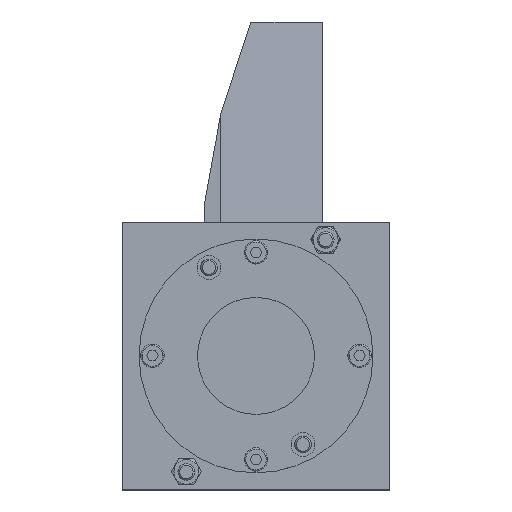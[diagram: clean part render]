
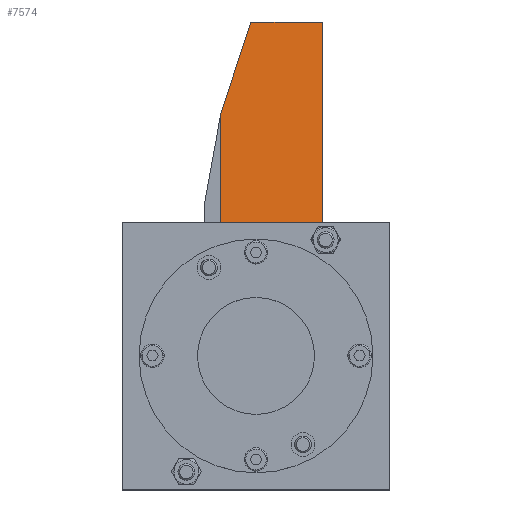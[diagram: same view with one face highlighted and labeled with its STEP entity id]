
A CAD part, top view. The second image highlights one B-rep face of the part: STEP entity #7574.
In plain terms, the highlighted planar face has unit normal (0, 0.083, 0.997).
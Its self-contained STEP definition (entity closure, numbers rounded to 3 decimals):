
#89 = CARTESIAN_POINT ( 'NONE',  ( 1.735, 82.231, 60.62 ) ) ;
#216 = CARTESIAN_POINT ( 'NONE',  ( -6.4, 84.875, 60.4 ) ) ;
#2577 = LINE ( 'NONE', #11885, #3759 ) ;
#2581 = LINE ( 'NONE', #15730, #2896 ) ;
#2896 = VECTOR ( 'NONE', #21309, 1000. ) ;
#3011 = CARTESIAN_POINT ( 'NONE',  ( 24., 84.875, 60.4 ) ) ;
#3432 = VECTOR ( 'NONE', #15119, 1000. ) ;
#3759 = VECTOR ( 'NONE', #19593, 1000. ) ;
#4300 = EDGE_CURVE ( 'NONE', #15966, #20509, #2577, .T. ) ;
#6520 = EDGE_LOOP ( 'NONE', ( #19180, #11423, #24136, #11049, #10854 ) ) ;
#7512 = VERTEX_POINT ( 'NONE', #16661 ) ;
#7574 = ADVANCED_FACE ( 'NONE', ( #17116 ), #20406, .T. ) ;
#7958 = VECTOR ( 'NONE', #9987, 1000. ) ;
#8141 = CARTESIAN_POINT ( 'NONE',  ( -6.4, 24.875, 65.4 ) ) ;
#8778 = DIRECTION ( 'NONE',  ( 0., -0.997, 0.083 ) ) ;
#9987 = DIRECTION ( 'NONE',  ( 1., 0., 0. ) ) ;
#10854 = ORIENTED_EDGE ( 'NONE', *, *, #4300, .T. ) ;
#11049 = ORIENTED_EDGE ( 'NONE', *, *, #21658, .F. ) ;
#11423 = ORIENTED_EDGE ( 'NONE', *, *, #22915, .T. ) ;
#11885 = CARTESIAN_POINT ( 'NONE',  ( 24., 84.875, 60.4 ) ) ;
#12132 = EDGE_CURVE ( 'NONE', #18122, #20509, #14785, .T. ) ;
#13076 = LINE ( 'NONE', #8141, #7958 ) ;
#14785 = LINE ( 'NONE', #89, #3432 ) ;
#15119 = DIRECTION ( 'NONE',  ( 0.31, 0.947, -0.079 ) ) ;
#15730 = CARTESIAN_POINT ( 'NONE',  ( 24., 84.875, 60.4 ) ) ;
#15962 = VECTOR ( 'NONE', #17262, 1000. ) ;
#15966 = VERTEX_POINT ( 'NONE', #3011 ) ;
#16113 = CARTESIAN_POINT ( 'NONE',  ( 2.6, 84.875, 60.4 ) ) ;
#16493 = CARTESIAN_POINT ( 'NONE',  ( -6.4, 84.875, 60.4 ) ) ;
#16661 = CARTESIAN_POINT ( 'NONE',  ( -6.4, 24.875, 65.4 ) ) ;
#17116 = FACE_OUTER_BOUND ( 'NONE', #6520, .T. ) ;
#17262 = DIRECTION ( 'NONE',  ( 0., -0.997, 0.083 ) ) ;
#17575 = EDGE_CURVE ( 'NONE', #7512, #24366, #13076, .T. ) ;
#18122 = VERTEX_POINT ( 'NONE', #21017 ) ;
#18989 = LINE ( 'NONE', #216, #15962 ) ;
#19180 = ORIENTED_EDGE ( 'NONE', *, *, #12132, .F. ) ;
#19593 = DIRECTION ( 'NONE',  ( -1., 0., 0. ) ) ;
#20246 = DIRECTION ( 'NONE',  ( 0., 0.083, 0.997 ) ) ;
#20406 = PLANE ( 'NONE',  #21773 ) ;
#20509 = VERTEX_POINT ( 'NONE', #16113 ) ;
#21017 = CARTESIAN_POINT ( 'NONE',  ( -6.4, 57.375, 62.692 ) ) ;
#21309 = DIRECTION ( 'NONE',  ( 0., -0.997, 0.083 ) ) ;
#21387 = CARTESIAN_POINT ( 'NONE',  ( 24., 24.875, 65.4 ) ) ;
#21658 = EDGE_CURVE ( 'NONE', #15966, #24366, #2581, .T. ) ;
#21773 = AXIS2_PLACEMENT_3D ( 'NONE', #16493, #20246, #8778 ) ;
#22915 = EDGE_CURVE ( 'NONE', #18122, #7512, #18989, .T. ) ;
#24136 = ORIENTED_EDGE ( 'NONE', *, *, #17575, .T. ) ;
#24366 = VERTEX_POINT ( 'NONE', #21387 ) ;
